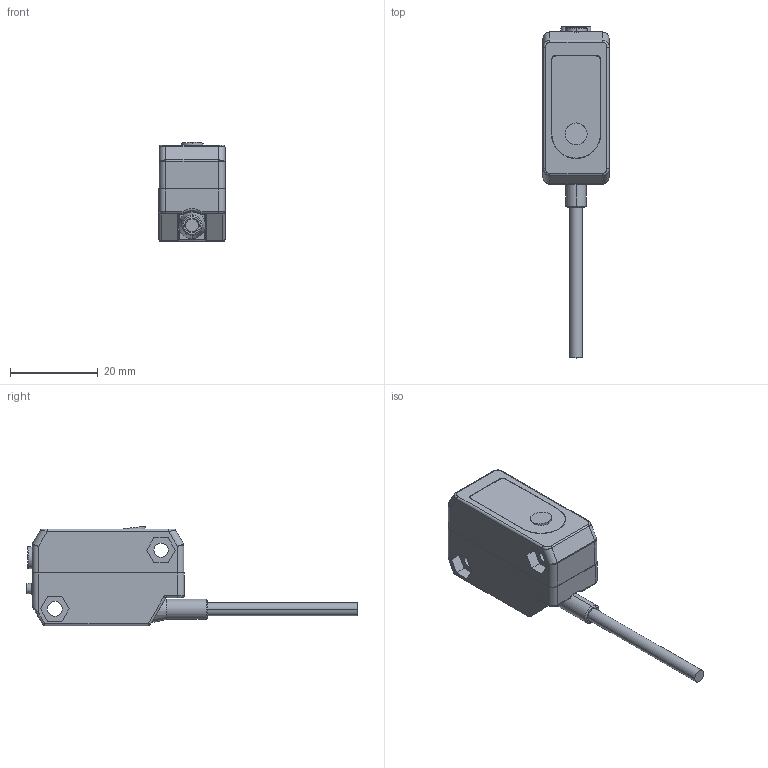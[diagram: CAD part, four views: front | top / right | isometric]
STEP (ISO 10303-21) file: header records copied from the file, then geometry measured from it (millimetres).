
FILE_DESCRIPTION((''),'2;1');
FILE_NAME('139429_SW','2008-05-05T',('banengservice'),('BANNER ENGINEERING'),'PRO/ENGINEER BY PARAMETRIC TECHNOLOGY CORPORATION, 2006170','PRO/ENGINEER BY PARAMETRIC TECHNOLOGY CORPORATION, 2006170','');
FILE_SCHEMA(('CONFIG_CONTROL_DESIGN'));
Length unit declared in the file: inch
Products named in the file (1): 139429_SW
Bounding box: 15.05 x 75.68 x 22.62 mm (x, y, z)
Volume: 5800.8 mm3; surface area: 8205.3 mm2
Topology: 5 solids, 5 shells, 959 faces, 2452 edges, 1558 vertices
Faces by surface type: plane 433, cylinder 264, extrusion 123, bspline 42, torus 41, cone 38, sphere 18
Entity records: 34651 total; most frequent: CARTESIAN_POINT 11942, ORIENTED_EDGE 4892, DIRECTION 4310, EDGE_CURVE 2446, VECTOR 1562, VERTEX_POINT 1558, LINE 1439, AXIS2_PLACEMENT_3D 1374
